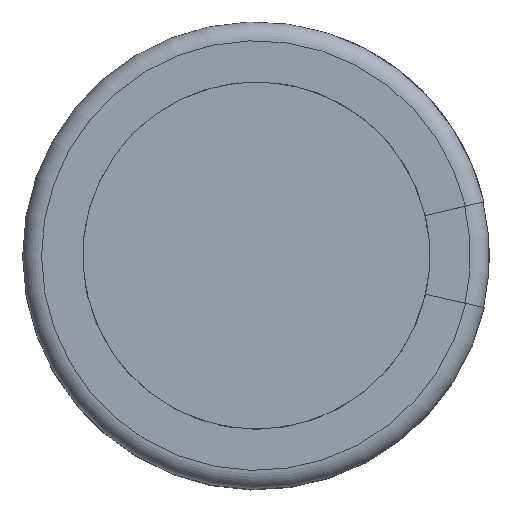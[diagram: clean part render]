
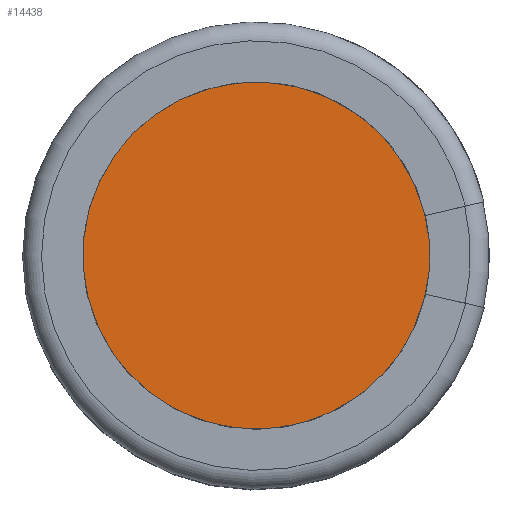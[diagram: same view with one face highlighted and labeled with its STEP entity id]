
A CAD part, top view. The second image highlights one B-rep face of the part: STEP entity #14438.
In plain terms, the highlighted face is planar.
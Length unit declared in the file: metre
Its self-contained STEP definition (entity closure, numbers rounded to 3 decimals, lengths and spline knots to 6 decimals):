
#394=PLANE('',#15494);
#845=CIRCLE('',#15495,0.011432);
#4911=ORIENTED_EDGE('',*,*,#6899,.F.);
#6899=EDGE_CURVE('',#7906,#7906,#845,.T.);
#7906=VERTEX_POINT('',#24473);
#8644=EDGE_LOOP('',(#4911));
#9356=FACE_BOUND('',#8644,.T.);
#14438=ADVANCED_FACE('',(#9356),#394,.F.);
#15494=AXIS2_PLACEMENT_3D('',#24471,#18251,#18252);
#15495=AXIS2_PLACEMENT_3D('',#24472,#18253,#18254);
#18251=DIRECTION('',(0.,-1.,0.));
#18252=DIRECTION('',(0.,0.,-1.));
#18253=DIRECTION('',(0.,-1.,0.));
#18254=DIRECTION('',(0.,0.,-1.));
#24471=CARTESIAN_POINT('',(0.,0.02378,0.));
#24472=CARTESIAN_POINT('',(0.,0.02378,0.));
#24473=CARTESIAN_POINT('',(0.,0.02378,-0.011432));
